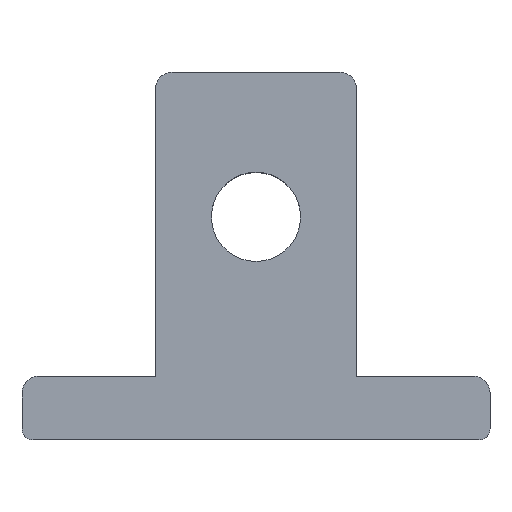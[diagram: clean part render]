
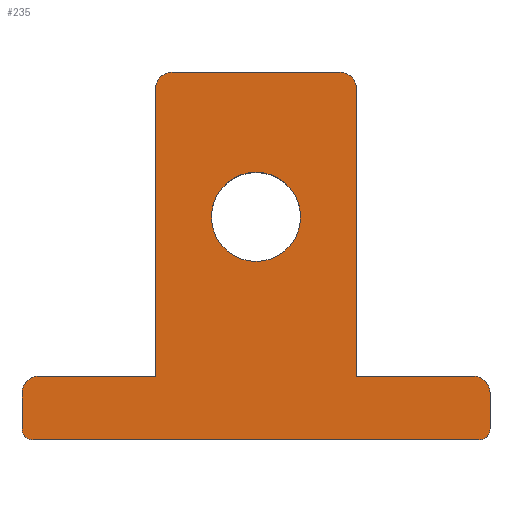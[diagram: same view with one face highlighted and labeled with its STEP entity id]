
A CAD part, top view. The second image highlights one B-rep face of the part: STEP entity #235.
In plain terms, the highlighted planar face has unit normal (0, 0, 1).
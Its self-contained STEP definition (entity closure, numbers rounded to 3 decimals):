
#32 = VERTEX_POINT('',#33);
#33 = CARTESIAN_POINT('',(-21.,4.2,14.));
#39 = EDGE_CURVE('',#32,#40,#42,.T.);
#40 = VERTEX_POINT('',#41);
#41 = CARTESIAN_POINT('',(-21.,1.,14.));
#42 = LINE('',#43,#44);
#43 = CARTESIAN_POINT('',(-21.,5.7,14.));
#44 = VECTOR('',#45,1.);
#45 = DIRECTION('',(0.,-1.,0.));
#191 = VERTEX_POINT('',#192);
#192 = CARTESIAN_POINT('',(-20.,0.,14.));
#198 = EDGE_CURVE('',#40,#191,#199,.T.);
#199 = CIRCLE('',#200,1.);
#200 = AXIS2_PLACEMENT_3D('',#201,#202,#203);
#201 = CARTESIAN_POINT('',(-20.,1.,14.));
#202 = DIRECTION('',(-0.,0.,1.));
#203 = DIRECTION('',(0.,-1.,0.));
#216 = VERTEX_POINT('',#217);
#217 = CARTESIAN_POINT('',(-19.5,5.7,14.));
#223 = EDGE_CURVE('',#32,#216,#224,.T.);
#224 = CIRCLE('',#225,1.5);
#225 = AXIS2_PLACEMENT_3D('',#226,#227,#228);
#226 = CARTESIAN_POINT('',(-19.5,4.2,14.));
#227 = DIRECTION('',(-0.,-0.,-1.));
#228 = DIRECTION('',(0.,-1.,0.));
#235 = ADVANCED_FACE('',(#236,#331),#342,.T.);
#236 = FACE_BOUND('',#237,.T.);
#237 = EDGE_LOOP('',(#238,#248,#257,#265,#273,#282,#290,#299,#307,#313,
    #314,#315,#316,#324));
#238 = ORIENTED_EDGE('',*,*,#239,.T.);
#239 = EDGE_CURVE('',#240,#242,#244,.T.);
#240 = VERTEX_POINT('',#241);
#241 = CARTESIAN_POINT('',(21.,1.,14.));
#242 = VERTEX_POINT('',#243);
#243 = CARTESIAN_POINT('',(21.,4.2,14.));
#244 = LINE('',#245,#246);
#245 = CARTESIAN_POINT('',(21.,0.,14.));
#246 = VECTOR('',#247,1.);
#247 = DIRECTION('',(0.,1.,0.));
#248 = ORIENTED_EDGE('',*,*,#249,.T.);
#249 = EDGE_CURVE('',#242,#250,#252,.T.);
#250 = VERTEX_POINT('',#251);
#251 = CARTESIAN_POINT('',(19.5,5.7,14.));
#252 = CIRCLE('',#253,1.5);
#253 = AXIS2_PLACEMENT_3D('',#254,#255,#256);
#254 = CARTESIAN_POINT('',(19.5,4.2,14.));
#255 = DIRECTION('',(-0.,0.,1.));
#256 = DIRECTION('',(0.,-1.,0.));
#257 = ORIENTED_EDGE('',*,*,#258,.T.);
#258 = EDGE_CURVE('',#250,#259,#261,.T.);
#259 = VERTEX_POINT('',#260);
#260 = CARTESIAN_POINT('',(9.,5.7,14.));
#261 = LINE('',#262,#263);
#262 = CARTESIAN_POINT('',(21.,5.7,14.));
#263 = VECTOR('',#264,1.);
#264 = DIRECTION('',(-1.,0.,0.));
#265 = ORIENTED_EDGE('',*,*,#266,.T.);
#266 = EDGE_CURVE('',#259,#267,#269,.T.);
#267 = VERTEX_POINT('',#268);
#268 = CARTESIAN_POINT('',(9.,31.5,14.));
#269 = LINE('',#270,#271);
#270 = CARTESIAN_POINT('',(9.,5.7,14.));
#271 = VECTOR('',#272,1.);
#272 = DIRECTION('',(0.,1.,0.));
#273 = ORIENTED_EDGE('',*,*,#274,.T.);
#274 = EDGE_CURVE('',#267,#275,#277,.T.);
#275 = VERTEX_POINT('',#276);
#276 = CARTESIAN_POINT('',(7.5,33.,14.));
#277 = CIRCLE('',#278,1.5);
#278 = AXIS2_PLACEMENT_3D('',#279,#280,#281);
#279 = CARTESIAN_POINT('',(7.5,31.5,14.));
#280 = DIRECTION('',(-0.,0.,1.));
#281 = DIRECTION('',(0.,-1.,0.));
#282 = ORIENTED_EDGE('',*,*,#283,.T.);
#283 = EDGE_CURVE('',#275,#284,#286,.T.);
#284 = VERTEX_POINT('',#285);
#285 = CARTESIAN_POINT('',(-7.5,33.,14.));
#286 = LINE('',#287,#288);
#287 = CARTESIAN_POINT('',(9.,33.,14.));
#288 = VECTOR('',#289,1.);
#289 = DIRECTION('',(-1.,0.,0.));
#290 = ORIENTED_EDGE('',*,*,#291,.T.);
#291 = EDGE_CURVE('',#284,#292,#294,.T.);
#292 = VERTEX_POINT('',#293);
#293 = CARTESIAN_POINT('',(-9.,31.5,14.));
#294 = CIRCLE('',#295,1.5);
#295 = AXIS2_PLACEMENT_3D('',#296,#297,#298);
#296 = CARTESIAN_POINT('',(-7.5,31.5,14.));
#297 = DIRECTION('',(-0.,0.,1.));
#298 = DIRECTION('',(0.,-1.,0.));
#299 = ORIENTED_EDGE('',*,*,#300,.T.);
#300 = EDGE_CURVE('',#292,#301,#303,.T.);
#301 = VERTEX_POINT('',#302);
#302 = CARTESIAN_POINT('',(-9.,5.7,14.));
#303 = LINE('',#304,#305);
#304 = CARTESIAN_POINT('',(-9.,33.,14.));
#305 = VECTOR('',#306,1.);
#306 = DIRECTION('',(0.,-1.,0.));
#307 = ORIENTED_EDGE('',*,*,#308,.T.);
#308 = EDGE_CURVE('',#301,#216,#309,.T.);
#309 = LINE('',#310,#311);
#310 = CARTESIAN_POINT('',(-9.,5.7,14.));
#311 = VECTOR('',#312,1.);
#312 = DIRECTION('',(-1.,0.,0.));
#313 = ORIENTED_EDGE('',*,*,#223,.F.);
#314 = ORIENTED_EDGE('',*,*,#39,.T.);
#315 = ORIENTED_EDGE('',*,*,#198,.T.);
#316 = ORIENTED_EDGE('',*,*,#317,.T.);
#317 = EDGE_CURVE('',#191,#318,#320,.T.);
#318 = VERTEX_POINT('',#319);
#319 = CARTESIAN_POINT('',(20.,0.,14.));
#320 = LINE('',#321,#322);
#321 = CARTESIAN_POINT('',(-21.,0.,14.));
#322 = VECTOR('',#323,1.);
#323 = DIRECTION('',(1.,0.,0.));
#324 = ORIENTED_EDGE('',*,*,#325,.T.);
#325 = EDGE_CURVE('',#318,#240,#326,.T.);
#326 = CIRCLE('',#327,1.);
#327 = AXIS2_PLACEMENT_3D('',#328,#329,#330);
#328 = CARTESIAN_POINT('',(20.,1.,14.));
#329 = DIRECTION('',(-0.,0.,1.));
#330 = DIRECTION('',(0.,-1.,0.));
#331 = FACE_BOUND('',#332,.T.);
#332 = EDGE_LOOP('',(#333));
#333 = ORIENTED_EDGE('',*,*,#334,.F.);
#334 = EDGE_CURVE('',#335,#335,#337,.T.);
#335 = VERTEX_POINT('',#336);
#336 = CARTESIAN_POINT('',(4.,20.,14.));
#337 = CIRCLE('',#338,4.);
#338 = AXIS2_PLACEMENT_3D('',#339,#340,#341);
#339 = CARTESIAN_POINT('',(0.,20.,14.));
#340 = DIRECTION('',(0.,0.,1.));
#341 = DIRECTION('',(1.,0.,0.));
#342 = PLANE('',#343);
#343 = AXIS2_PLACEMENT_3D('',#344,#345,#346);
#344 = CARTESIAN_POINT('',(0.,12.132,14.));
#345 = DIRECTION('',(0.,0.,1.));
#346 = DIRECTION('',(1.,0.,0.));
